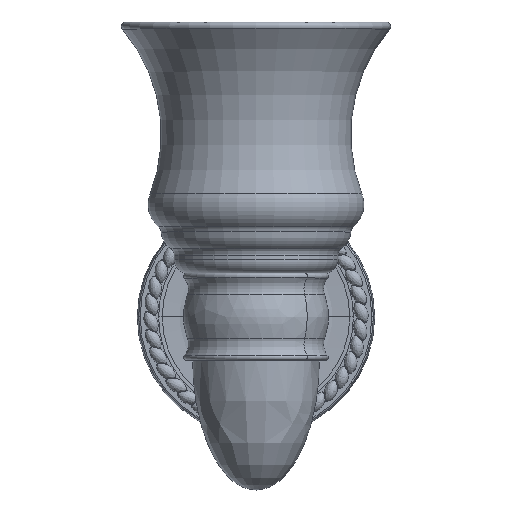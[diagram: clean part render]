
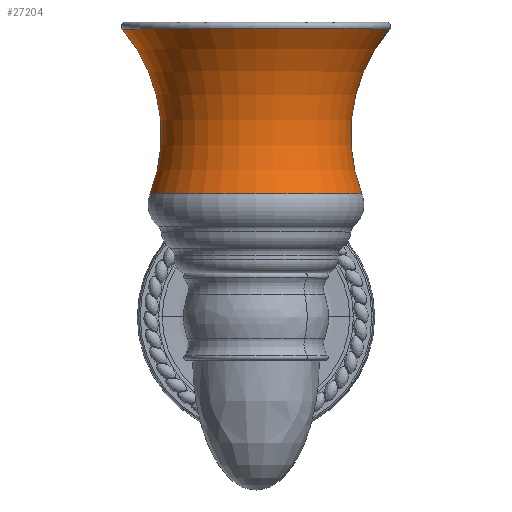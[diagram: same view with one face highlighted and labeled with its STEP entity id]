
A CAD part, top view. The second image highlights one B-rep face of the part: STEP entity #27204.
In plain terms, the highlighted toroidal (fillet/blend) face has major radius 124.12 mm and minor radius 78.486 mm.
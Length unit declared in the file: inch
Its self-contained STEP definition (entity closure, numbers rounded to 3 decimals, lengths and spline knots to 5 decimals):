
#26560=CARTESIAN_POINT('',(0.,2.32693,3.28966));
#26561=DIRECTION('',(0.,-1.,0.));
#26562=DIRECTION('',(1.,0.,0.));
#26563=AXIS2_PLACEMENT_3D('',#26560,#26561,#26562);
#26565=CARTESIAN_POINT('',(0.,5.45155,3.28966));
#26566=DIRECTION('',(0.,1.,0.));
#26567=DIRECTION('',(-1.,0.,0.));
#26568=AXIS2_PLACEMENT_3D('',#26565,#26566,#26567);
#26570=CARTESIAN_POINT('',(4.88661,3.44882,3.28966));
#26571=DIRECTION('',(0.,0.,-1.));
#26572=DIRECTION('',(-0.932,-0.363,0.));
#26573=AXIS2_PLACEMENT_3D('',#26570,#26571,#26572);
#26580=CARTESIAN_POINT('',(-4.88661,3.44882,
3.28966));
#26581=DIRECTION('',(0.,0.,1.));
#26582=DIRECTION('',(0.932,-0.363,0.));
#26583=AXIS2_PLACEMENT_3D('',#26580,#26581,#26582);
#26832=CARTESIAN_POINT('',(2.00747,2.32693,3.28966));
#26833=CARTESIAN_POINT('',(-2.00747,2.32693,
3.28966));
#26834=VERTEX_POINT('',#26832);
#26835=VERTEX_POINT('',#26833);
#26864=CARTESIAN_POINT('',(2.53349,5.45155,3.28966));
#26865=VERTEX_POINT('',#26864);
#26866=CARTESIAN_POINT('',(-2.53349,5.45155,
3.28966));
#26867=VERTEX_POINT('',#26866);
#27190=CARTESIAN_POINT('',(0.,3.44882,3.28966));
#27191=DIRECTION('',(0.,-1.,0.));
#27192=DIRECTION('',(-1.,0.,0.));
#27193=AXIS2_PLACEMENT_3D('',#27190,#27191,#27192);
#27194=TOROIDAL_SURFACE('',#27193,4.88661,3.09);
#27196=ORIENTED_EDGE('',*,*,#27195,.F.);
#27197=ORIENTED_EDGE('',*,*,#27172,.T.);
#27199=ORIENTED_EDGE('',*,*,#27198,.T.);
#27201=ORIENTED_EDGE('',*,*,#27200,.T.);
#27202=EDGE_LOOP('',(#27196,#27197,#27199,#27201));
#27203=FACE_OUTER_BOUND('',#27202,.F.);
#27204=ADVANCED_FACE('',(#27203),#27194,.F.);
#26564=CIRCLE('',#26563,2.00747);
#26569=CIRCLE('',#26568,2.53349);
#26574=CIRCLE('',#26573,3.09);
#26584=CIRCLE('',#26583,3.09);
#27172=EDGE_CURVE('',#26834,#26835,#26564,.T.);
#27195=EDGE_CURVE('',#26834,#26865,#26574,.T.);
#27198=EDGE_CURVE('',#26835,#26867,#26584,.T.);
#27200=EDGE_CURVE('',#26867,#26865,#26569,.T.);
